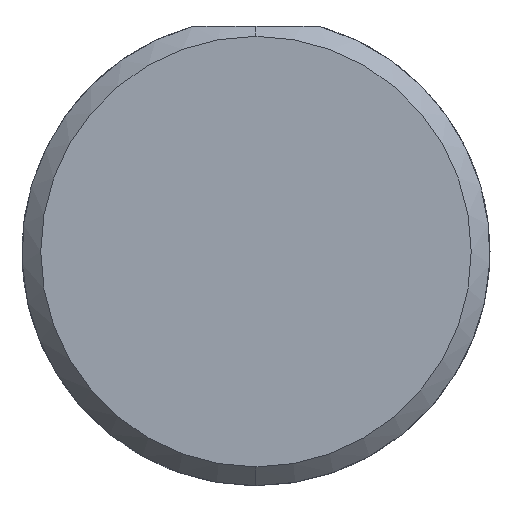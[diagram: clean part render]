
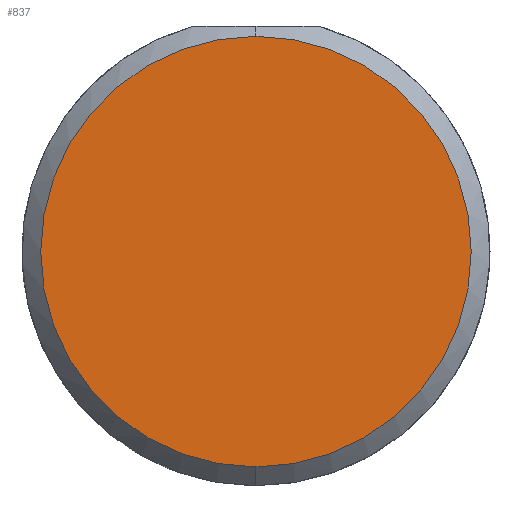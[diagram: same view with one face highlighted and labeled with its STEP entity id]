
A CAD part, left-side view. The second image highlights one B-rep face of the part: STEP entity #837.
In plain terms, the highlighted planar face has unit normal (-1, 0, 0).
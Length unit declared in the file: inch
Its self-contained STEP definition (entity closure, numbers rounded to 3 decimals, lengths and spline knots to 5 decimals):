
#133 = CIRCLE ( 'NONE', #737, 0.17235 ) ;
#183 = VERTEX_POINT ( 'NONE', #305 ) ;
#201 = CARTESIAN_POINT ( 'NONE',  ( 0., 0., 0. ) ) ;
#209 = ORIENTED_EDGE ( 'NONE', *, *, #624, .T. ) ;
#252 = EDGE_CURVE ( 'NONE', #183, #1027, #522, .T. ) ;
#282 = FACE_OUTER_BOUND ( 'NONE', #607, .T. ) ;
#305 = CARTESIAN_POINT ( 'NONE',  ( 0., 0., -0.17235 ) ) ;
#311 = DIRECTION ( 'NONE',  ( 0., 0., -1. ) ) ;
#505 = AXIS2_PLACEMENT_3D ( 'NONE', #1076, #865, #834 ) ;
#522 = CIRCLE ( 'NONE', #505, 0.17235 ) ;
#542 = DIRECTION ( 'NONE',  ( 1., 0., 0. ) ) ;
#603 = DIRECTION ( 'NONE',  ( -1., 0., 0. ) ) ;
#607 = EDGE_LOOP ( 'NONE', ( #904, #209 ) ) ;
#618 = PLANE ( 'NONE',  #829 ) ;
#624 = EDGE_CURVE ( 'NONE', #1027, #183, #133, .T. ) ;
#672 = CARTESIAN_POINT ( 'NONE',  ( 0., 0., 0. ) ) ;
#737 = AXIS2_PLACEMENT_3D ( 'NONE', #672, #603, #752 ) ;
#752 = DIRECTION ( 'NONE',  ( 0., 0., -1. ) ) ;
#829 = AXIS2_PLACEMENT_3D ( 'NONE', #201, #542, #311 ) ;
#834 = DIRECTION ( 'NONE',  ( 0., 0., -1. ) ) ;
#837 = ADVANCED_FACE ( 'NONE', ( #282 ), #618, .F. ) ;
#865 = DIRECTION ( 'NONE',  ( -1., 0., 0. ) ) ;
#904 = ORIENTED_EDGE ( 'NONE', *, *, #252, .T. ) ;
#1027 = VERTEX_POINT ( 'NONE', #1086 ) ;
#1076 = CARTESIAN_POINT ( 'NONE',  ( 0., 0., 0. ) ) ;
#1086 = CARTESIAN_POINT ( 'NONE',  ( 0., 0., 0.17235 ) ) ;
